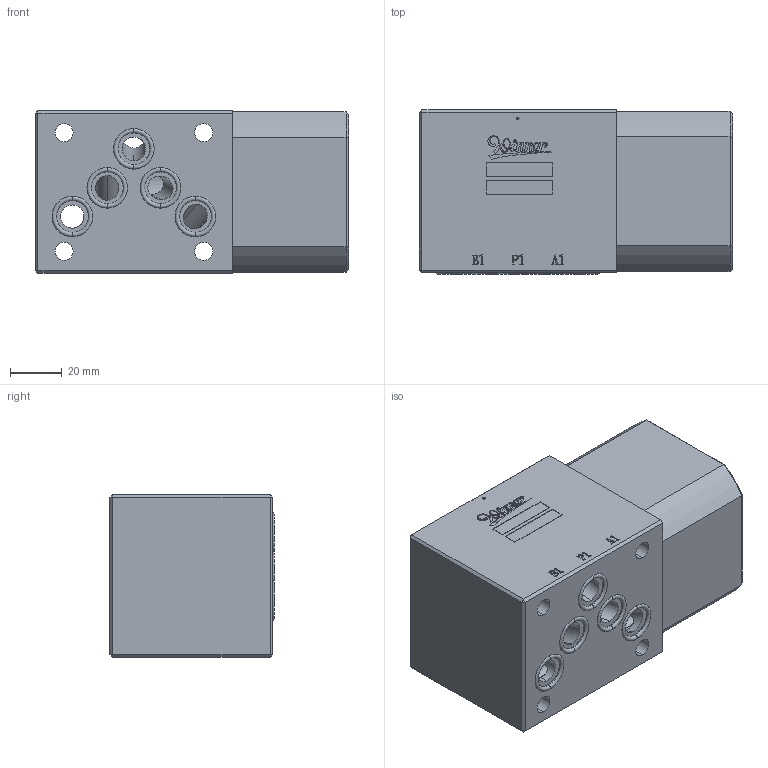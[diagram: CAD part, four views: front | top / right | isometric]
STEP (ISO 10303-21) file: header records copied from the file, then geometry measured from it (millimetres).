
FILE_DESCRIPTION (( 'STEP AP203' ), '1' );
FILE_NAME ('MH05CAT-22A4-N-Z03.STEP', '2025-01-10T01:50:36', ( 'user' ), ( '' ), 'SwSTEP 2.0', 'SolidWorks 2018', '' );
FILE_SCHEMA (( 'CONFIG_CONTROL_DESIGN' ));
Length unit declared in the file: millimetre
Products named in the file (4): 5DBP00A002; MH05CAT-22A4-N-Z03; 6EC05060CATXXA001; 4KAA014AA001_組合用
Assembly tree (8 placements, depth 2):
  MH05CAT-22A4-N-Z03
    4KAA014AA001_組合用  x5
    5DBP00A002  x2
    6EC05060CATXXA001
Bounding box: 121.2 x 63.48 x 63 mm (x, y, z)
Volume: 394741.4 mm3; surface area: 61295.1 mm2
Topology: 8 solids, 8 shells, 578 faces, 1542 edges, 985 vertices
Faces by surface type: cylinder 239, plane 197, cone 69, bspline 51, torus 22
Entity records: 22021 total; most frequent: CARTESIAN_POINT 8564, ORIENTED_EDGE 2816, DIRECTION 2579, EDGE_CURVE 1408, AXIS2_PLACEMENT_3D 924, VERTEX_POINT 912, VECTOR 731, LINE 731
